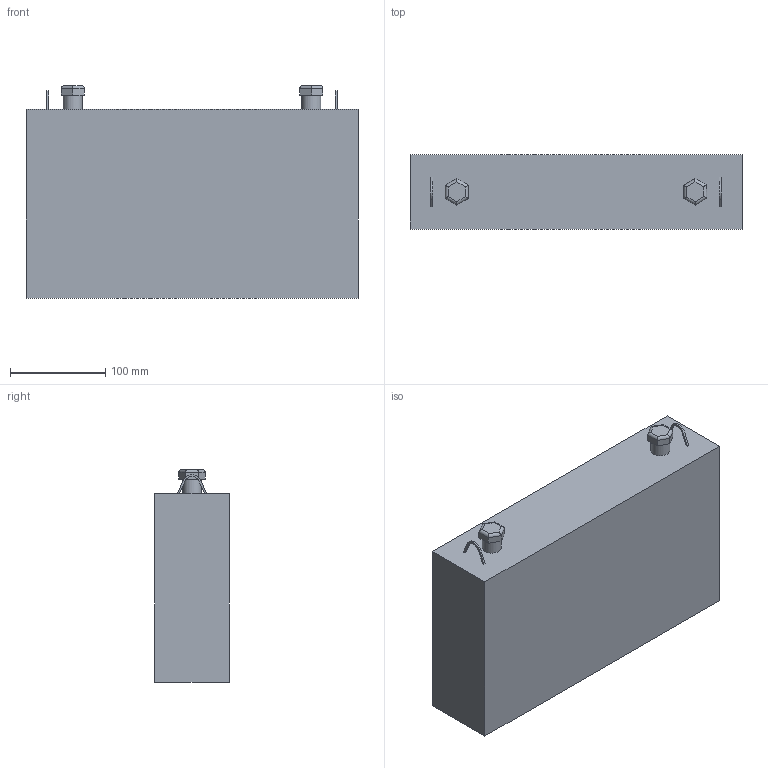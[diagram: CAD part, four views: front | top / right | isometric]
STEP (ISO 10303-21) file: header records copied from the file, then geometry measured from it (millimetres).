
FILE_DESCRIPTION(/* description */ ('Unknown'),/* implementation_level */ '2;1');
FILE_NAME(/* name */ 'SNP 828 K LED 230V',/* time_stamp */ '2018-04-27T12:07:57+02:00',/* author */ ('Unknown'),/* organization */ ('Unknown'),/* preprocessor_version */ 'ST-DEVELOPER v16.7',/* originating_system */ 'DEX',/* authorisation */ $);
FILE_SCHEMA (('AUTOMOTIVE_DESIGN {1 0 10303 214 3 1 1}'));
Length unit declared in the file: millimetre
Products named in the file (1): Part12
Bounding box: 348 x 78 x 223 mm (x, y, z)
Volume: 5394013 mm3; surface area: 227835.5 mm2
Topology: 1 solids, 1 shells, 52 faces, 126 edges, 80 vertices
Faces by surface type: plane 34, cylinder 18
Full cylindrical faces by diameter (mm): 20 x2
Entity records: 1526 total; most frequent: CARTESIAN_POINT 257, DIRECTION 254, ORIENTED_EDGE 248, EDGE_CURVE 124, LINE 100, VECTOR 100, VERTEX_POINT 80, AXIS2_PLACEMENT_3D 77
